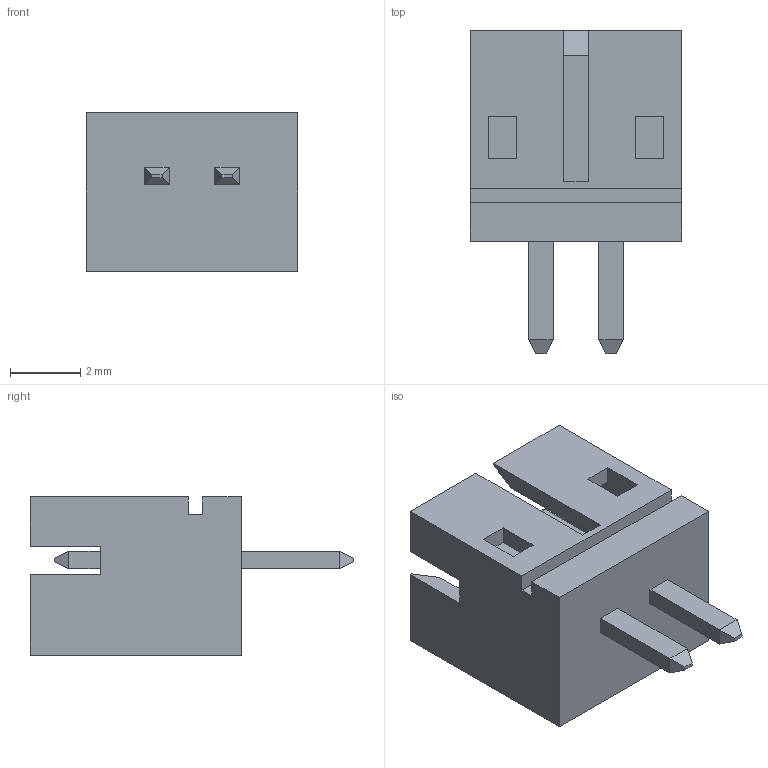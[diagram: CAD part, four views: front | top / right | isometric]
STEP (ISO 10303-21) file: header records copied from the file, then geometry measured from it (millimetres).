
FILE_DESCRIPTION (( 'STEP AP214' ), '1' );
FILE_NAME ('User Library-mw-2m-1.STEP', '2015-03-28T23:27:23', ( 'Windows User' ), ( '' ), 'SwSTEP 2.0', 'SolidWorks 2015', '' );
FILE_SCHEMA (( 'AUTOMOTIVE_DESIGN' ));
Length unit declared in the file: millimetre
Products named in the file (1): User Library-mw-2m-1
Bounding box: 6 x 9.2 x 4.5 mm (x, y, z)
Volume: 83.4 mm3; surface area: 280.2 mm2
Topology: 1 solids, 1 shells, 75 faces, 193 edges, 122 vertices
Faces by surface type: plane 75
Entity records: 2634 total; most frequent: CARTESIAN_POINT 391, ORIENTED_EDGE 386, DIRECTION 345, VECTOR 193, EDGE_CURVE 193, LINE 193, VERTEX_POINT 122, EDGE_LOOP 81
